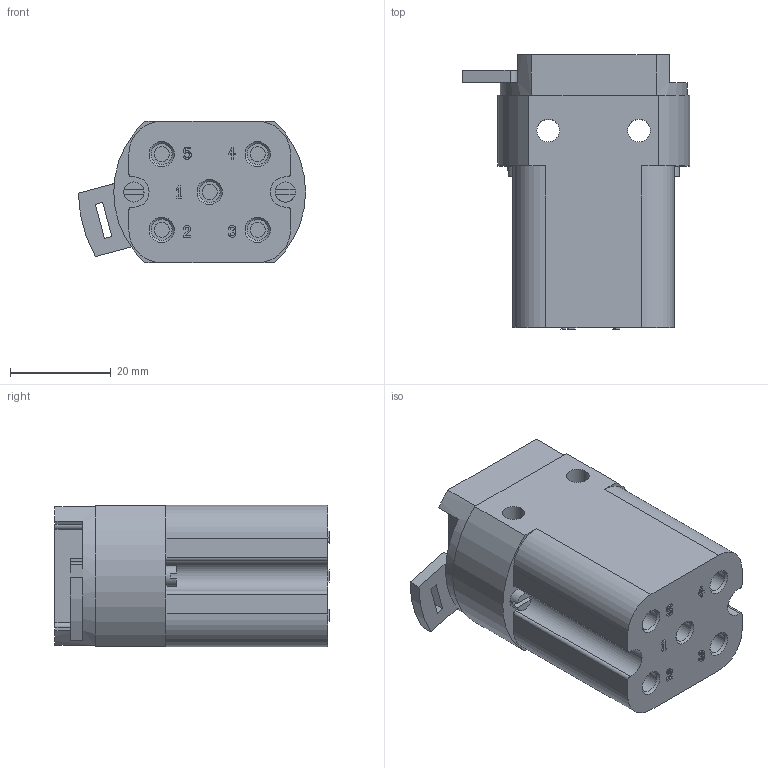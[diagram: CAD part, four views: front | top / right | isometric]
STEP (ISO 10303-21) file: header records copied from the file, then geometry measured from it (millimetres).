
FILE_DESCRIPTION(/* description */ ('STEP AP214'),/* implementation_level */ '2;1');
FILE_NAME(/* name */ '11914_SV-5-M5-B',/* time_stamp */ '2024-09-10T12:05:17+02:00',/* author */ ('License CC BY-ND 4.0'),/* organization */ ('CADENAS'),/* preprocessor_version */ 'ST-DEVELOPER v19.3',/* originating_system */ 'PARTsolutions',/* authorisation */ ' ');
FILE_SCHEMA (('AUTOMOTIVE_DESIGN {1 0 10303 214 3 1 1}'));
Length unit declared in the file: millimetre
Products named in the file (1): 11914 SV-5-M5-B---(0_0)
Bounding box: 45 x 54.3 x 28 mm (x, y, z)
Volume: 42380.6 mm3; surface area: 10420.7 mm2
Topology: 1 solids, 1 shells, 207 faces, 535 edges, 352 vertices
Faces by surface type: plane 137, cylinder 57, cone 13
Full cylindrical faces by diameter (mm): 3 x5, 4 x3, 4.134 x5, 4.2 x1, 4.5 x2, 20.1 x2
Entity records: 7649 total; most frequent: CARTESIAN_POINT 1108, DIRECTION 1066, ORIENTED_EDGE 1012, EDGE_CURVE 506, AXIS2_PLACEMENT_3D 368, VERTEX_POINT 346, LINE 330, VECTOR 330
